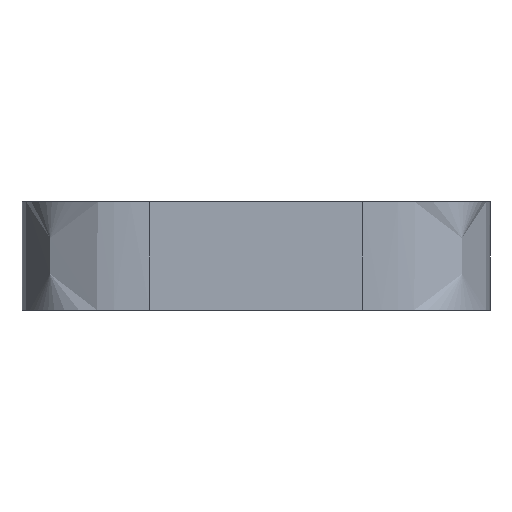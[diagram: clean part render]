
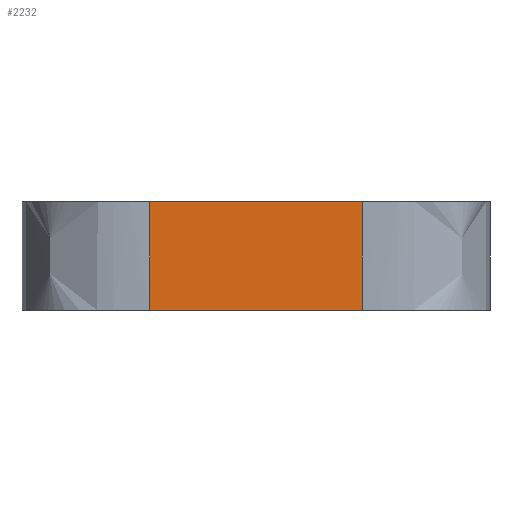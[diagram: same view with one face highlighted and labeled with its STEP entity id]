
A CAD part, front view. The second image highlights one B-rep face of the part: STEP entity #2232.
In plain terms, the highlighted planar face has unit normal (0, -1, 0).
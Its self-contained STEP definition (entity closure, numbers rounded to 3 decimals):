
#150 = CARTESIAN_POINT ( 'NONE',  ( -12.161, -19.924, -95.792 ) ) ;
#242 = EDGE_CURVE ( 'NONE', #1947, #282, #2865, .T. ) ;
#257 = VECTOR ( 'NONE', #982, 1000. ) ;
#282 = VERTEX_POINT ( 'NONE', #2285 ) ;
#300 = ORIENTED_EDGE ( 'NONE', *, *, #242, .T. ) ;
#329 = CARTESIAN_POINT ( 'NONE',  ( 27.839, -19.924, -95.792 ) ) ;
#385 = PLANE ( 'NONE',  #2864 ) ;
#424 = CARTESIAN_POINT ( 'NONE',  ( -12.161, -19.924, -87.325 ) ) ;
#470 = CARTESIAN_POINT ( 'NONE',  ( 12.839, -19.924, -91.559 ) ) ;
#693 = ORIENTED_EDGE ( 'NONE', *, *, #1432, .F. ) ;
#716 = CARTESIAN_POINT ( 'NONE',  ( 12.839, -19.924, -87.325 ) ) ;
#772 = CARTESIAN_POINT ( 'NONE',  ( 12.839, -19.924, -95.792 ) ) ;
#777 = ORIENTED_EDGE ( 'NONE', *, *, #1129, .T. ) ;
#840 = CARTESIAN_POINT ( 'NONE',  ( 27.839, -19.924, -83.092 ) ) ;
#847 = DIRECTION ( 'NONE',  ( 0., 1., 0. ) ) ;
#982 = DIRECTION ( 'NONE',  ( -1., 0., 0. ) ) ;
#1047 = CARTESIAN_POINT ( 'NONE',  ( -12.161, -19.924, -95.792 ) ) ;
#1104 = VERTEX_POINT ( 'NONE', #150 ) ;
#1129 = EDGE_CURVE ( 'NONE', #282, #1104, #1632, .T. ) ;
#1289 = CARTESIAN_POINT ( 'NONE',  ( 27.839, -19.924, -95.792 ) ) ;
#1305 = DIRECTION ( 'NONE',  ( 0., 0., 1. ) ) ;
#1314 = CARTESIAN_POINT ( 'NONE',  ( -12.161, -19.924, -83.092 ) ) ;
#1390 = VECTOR ( 'NONE', #2646, 1000. ) ;
#1432 = EDGE_CURVE ( 'NONE', #2555, #1104, #1907, .T. ) ;
#1608 = CARTESIAN_POINT ( 'NONE',  ( 12.839, -19.924, -83.092 ) ) ;
#1632 = B_SPLINE_CURVE_WITH_KNOTS ( 'NONE', 3,
 ( #1314, #424, #2661, #1047 ),
 .UNSPECIFIED., .F., .F.,
 ( 4, 4 ),
 ( 0., 1. ),
 .UNSPECIFIED. ) ;
#1907 = LINE ( 'NONE', #329, #257 ) ;
#1947 = VERTEX_POINT ( 'NONE', #2592 ) ;
#2232 = ADVANCED_FACE ( 'NONE', ( #2417 ), #385, .F. ) ;
#2285 = CARTESIAN_POINT ( 'NONE',  ( -12.161, -19.924, -83.092 ) ) ;
#2292 = EDGE_LOOP ( 'NONE', ( #693, #2640, #300, #777 ) ) ;
#2417 = FACE_OUTER_BOUND ( 'NONE', #2292, .T. ) ;
#2555 = VERTEX_POINT ( 'NONE', #772 ) ;
#2592 = CARTESIAN_POINT ( 'NONE',  ( 12.839, -19.924, -83.092 ) ) ;
#2608 = B_SPLINE_CURVE_WITH_KNOTS ( 'NONE', 3,
 ( #2744, #470, #716, #1608 ),
 .UNSPECIFIED., .F., .F.,
 ( 4, 4 ),
 ( 0., 1. ),
 .UNSPECIFIED. ) ;
#2640 = ORIENTED_EDGE ( 'NONE', *, *, #2885, .T. ) ;
#2646 = DIRECTION ( 'NONE',  ( -1., 0., 0. ) ) ;
#2661 = CARTESIAN_POINT ( 'NONE',  ( -12.161, -19.924, -91.559 ) ) ;
#2744 = CARTESIAN_POINT ( 'NONE',  ( 12.839, -19.924, -95.792 ) ) ;
#2864 = AXIS2_PLACEMENT_3D ( 'NONE', #1289, #847, #1305 ) ;
#2865 = LINE ( 'NONE', #840, #1390 ) ;
#2885 = EDGE_CURVE ( 'NONE', #2555, #1947, #2608, .T. ) ;
